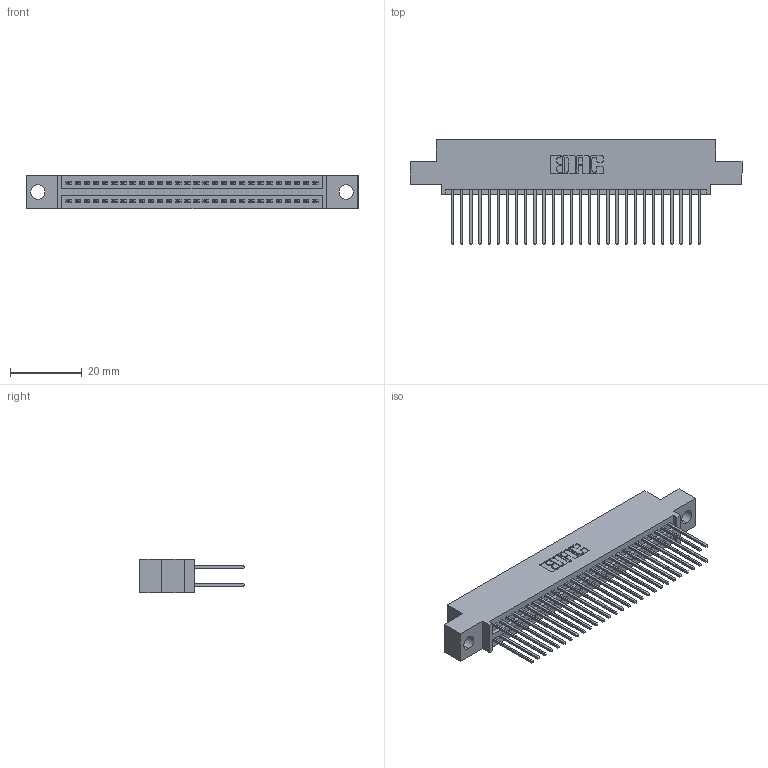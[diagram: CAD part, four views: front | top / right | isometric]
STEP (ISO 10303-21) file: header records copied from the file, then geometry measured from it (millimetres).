
FILE_DESCRIPTION (( 'STEP AP203' ), '1' );
FILE_NAME ('395-056-540-504.STEP', '2021-06-17T01:08:40', ( '' ), ( '' ), 'SwSTEP 2.0', 'SolidWorks 2020', '' );
FILE_SCHEMA (( 'CONFIG_CONTROL_DESIGN' ));
Length unit declared in the file: inch
Products named in the file (3): 345 Part_0.110 Offset - 0.156 Dia-TI; 395-056-540-504; 345-292-001_345-293-140
Assembly tree (57 placements, depth 2):
  395-056-540-504
    345 Part_0.110 Offset - 0.156 Dia-TI
    345-292-001_345-293-140  x56
Bounding box: 92.33 x 29.13 x 9.4 mm (x, y, z)
Volume: 8872 mm3; surface area: 13772.4 mm2
Topology: 57 solids, 57 shells, 2944 faces, 8733 edges, 5746 vertices
Faces by surface type: plane 1946, cylinder 998
Entity records: 24423 total; most frequent: CARTESIAN_POINT 4114, ORIENTED_EDGE 4046, DIRECTION 3643, EDGE_CURVE 2023, VECTOR 1779, LINE 1779, VERTEX_POINT 1346, AXIS2_PLACEMENT_3D 932
